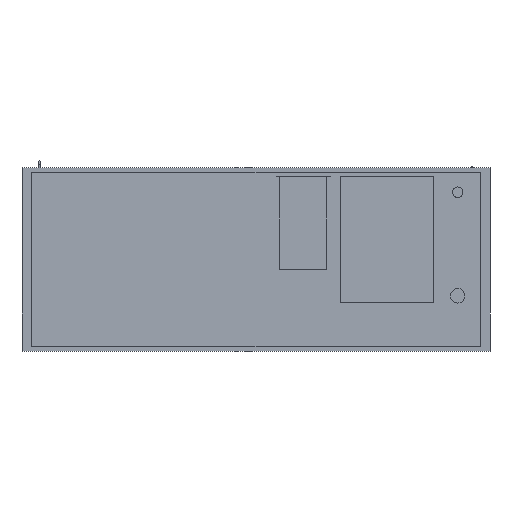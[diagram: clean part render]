
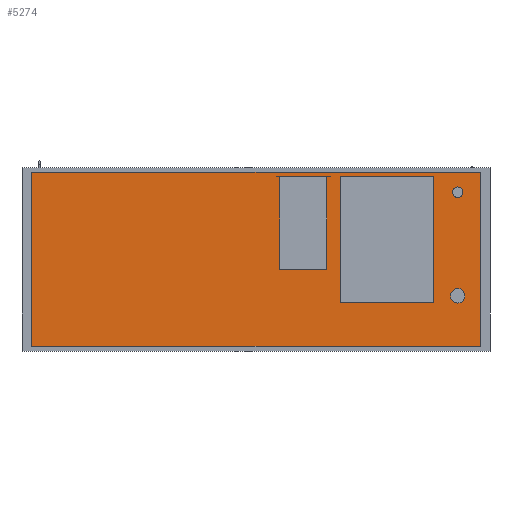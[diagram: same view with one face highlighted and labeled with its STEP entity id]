
A CAD part, front view. The second image highlights one B-rep face of the part: STEP entity #5274.
In plain terms, the highlighted planar face has unit normal (0, -1, 0).
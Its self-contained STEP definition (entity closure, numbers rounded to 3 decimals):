
#309=FACE_OUTER_BOUND('',#640,.T.);
#640=EDGE_LOOP('',(#3523,#3524,#3525,#3526));
#978=LINE('',#7711,#1601);
#982=LINE('',#7719,#1605);
#985=LINE('',#7725,#1608);
#988=LINE('',#7730,#1611);
#1601=VECTOR('',#6147,10.);
#1605=VECTOR('',#6153,10.);
#1608=VECTOR('',#6158,10.);
#1611=VECTOR('',#6163,10.);
#2220=VERTEX_POINT('',#7709);
#2221=VERTEX_POINT('',#7710);
#2224=VERTEX_POINT('',#7718);
#2226=VERTEX_POINT('',#7724);
#2730=EDGE_CURVE('',#2220,#2221,#978,.T.);
#2734=EDGE_CURVE('',#2224,#2220,#982,.T.);
#2737=EDGE_CURVE('',#2226,#2224,#985,.T.);
#2740=EDGE_CURVE('',#2221,#2226,#988,.T.);
#3523=ORIENTED_EDGE('',*,*,#2740,.F.);
#3524=ORIENTED_EDGE('',*,*,#2730,.F.);
#3525=ORIENTED_EDGE('',*,*,#2734,.F.);
#3526=ORIENTED_EDGE('',*,*,#2737,.F.);
#5011=PLANE('',#5663);
#5274=ADVANCED_FACE('',(#309),#5011,.F.);
#5663=AXIS2_PLACEMENT_3D('',#7733,#6167,#6168);
#6147=DIRECTION('',(0.,0.,1.));
#6153=DIRECTION('',(-1.,0.,0.));
#6158=DIRECTION('',(0.,0.,-1.));
#6163=DIRECTION('',(1.,0.,0.));
#6167=DIRECTION('center_axis',(0.,1.,0.));
#6168=DIRECTION('ref_axis',(0.,0.,1.));
#7709=CARTESIAN_POINT('',(-850.,0.,-330.));
#7710=CARTESIAN_POINT('',(-850.,0.,330.));
#7711=CARTESIAN_POINT('',(-850.,0.,-330.));
#7718=CARTESIAN_POINT('',(850.,0.,-330.));
#7719=CARTESIAN_POINT('',(850.,0.,-330.));
#7724=CARTESIAN_POINT('',(850.,0.,330.));
#7725=CARTESIAN_POINT('',(850.,0.,330.));
#7730=CARTESIAN_POINT('',(-850.,0.,330.));
#7733=CARTESIAN_POINT('Origin',(0.,0.,0.));
